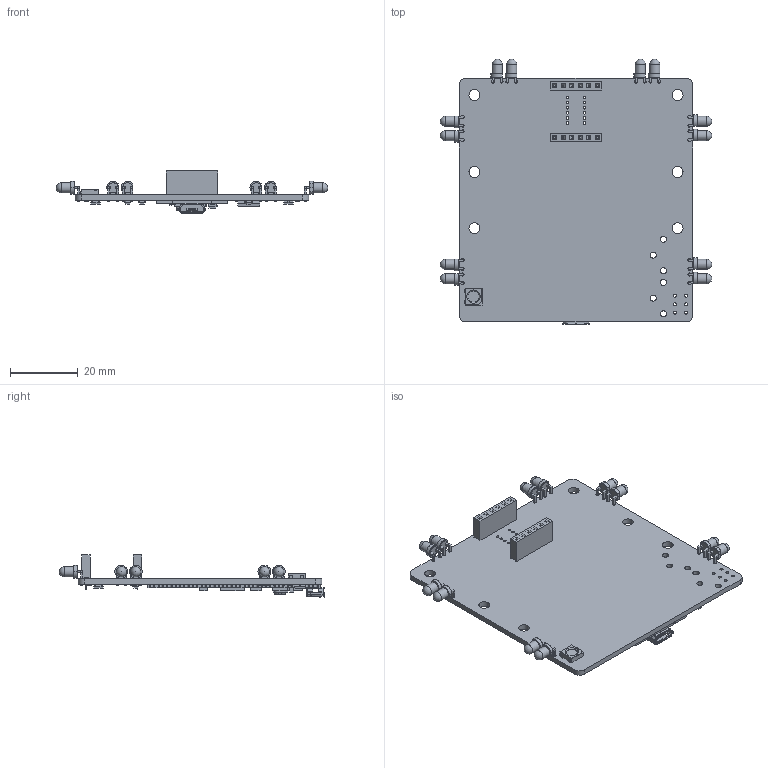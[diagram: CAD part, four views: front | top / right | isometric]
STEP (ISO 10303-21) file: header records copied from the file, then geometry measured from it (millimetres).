
FILE_DESCRIPTION(('KiCad electronic assembly'),'2;1');
FILE_NAME('MMv3.step','2025-12-18T17:42:57',('Pcbnew'),('Kicad'), 'Open CASCADE STEP processor 7.7','KiCad to STEP converter','Unknown' );
FILE_SCHEMA(('AUTOMOTIVE_DESIGN { 1 0 10303 214 1 1 1 1 }'));
Length unit declared in the file: millimetre
Products named in the file (20): MMv3 1; LED_WS2812B_PLCC4_5.0x5.0mm_P3.2mm; LED_WS2812B_PLCC4_50x50mm_P32mm; LED_D3.0mm_Horizontal_O1.27mm_Z2.0mm_IRBlack; LED_D3.0mm_Horizontal_O1.27mm_Z2.0mm_Clear; PinSocket_1x06_P2.54mm_Vertical; PinSocket_1x06_P254mm_Vertical; C_0805_2012Metric; SOT-23; SOT_23; R_0805_2012Metric; RASPBERRY_PI_PICO; SC0915; SOT-223; SOT_223; MMv3_PCB
Assembly tree (44 placements, depth 3):
  MMv3 1
    LED_WS2812B_PLCC4_5.0x5.0mm_P3.2mm
      LED_WS2812B_PLCC4_50x50mm_P32mm
    LED_D3.0mm_Horizontal_O1.27mm_Z2.0mm_IRBlack  x6
      LED_D3.0mm_Horizontal_O1.27mm_Z2.0mm_IRBlack
    LED_D3.0mm_Horizontal_O1.27mm_Z2.0mm_Clear  x6
      LED_D3.0mm_Horizontal_O1.27mm_Z2.0mm_Clear
    PinSocket_1x06_P2.54mm_Vertical  x2
      PinSocket_1x06_P254mm_Vertical
    C_0805_2012Metric  x2
      C_0805_2012Metric
    SOT-23  x5
      SOT_23
    R_0805_2012Metric  x10
      R_0805_2012Metric
    RASPBERRY_PI_PICO
      SC0915
    SOT-223
      SOT_223
    MMv3_PCB
Bounding box: 80.14 x 78.37 x 12.43 mm (x, y, z)
Volume: 10050.4 mm3; surface area: 16606.7 mm2
Topology: 128 solids, 128 shells, 3278 faces, 8201 edges, 5217 vertices
Faces by surface type: plane 2274, cylinder 820, bspline 151, sphere 20, torus 6, revolution 4, cone 3
Full cylindrical faces by diameter (mm): 0.75 x12, 0.9 x30, 1 x12, 1.8 x6, 3 x12, 3.2 x6, 3.333 x1
Entity records: 70513 total; most frequent: CARTESIAN_POINT 11650, DIRECTION 11168, ORIENTED_EDGE 11054, EDGE_CURVE 5527, LINE 4126, VECTOR 4126, VERTEX_POINT 3563, AXIS2_PLACEMENT_3D 3519
